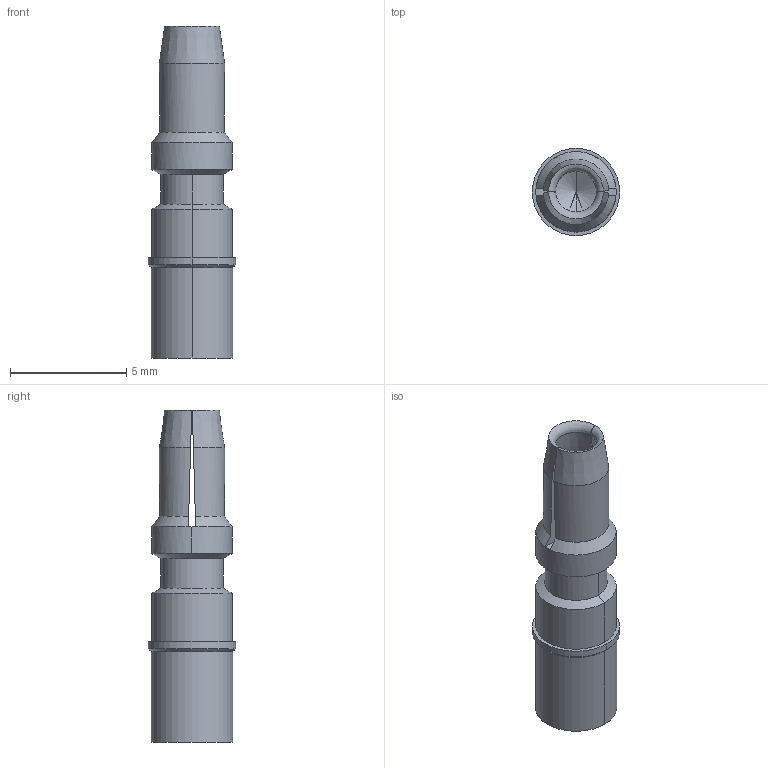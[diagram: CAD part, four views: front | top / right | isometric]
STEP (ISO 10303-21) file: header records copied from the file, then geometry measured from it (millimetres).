
FILE_DESCRIPTION((''),'2;1');
FILE_NAME('MR23-FC30G-2_5','2022-09-14T',('tc.chen'),(''),'PRO/ENGINEER BY PARAMETRIC TECHNOLOGY CORPORATION, 2012480','PRO/ENGINEER BY PARAMETRIC TECHNOLOGY CORPORATION, 2012480','');
FILE_SCHEMA(('AUTOMOTIVE_DESIGN { 1 0 10303 214 1 1 1 1 }'));
Length unit declared in the file: millimetre
Products named in the file (1): MR23-FC30G-2_5
Bounding box: 3.75 x 3.75 x 14.26 mm (x, y, z)
Volume: 91.8 mm3; surface area: 205.5 mm2
Topology: 1 solids, 1 shells, 38 faces, 94 edges, 57 vertices
Faces by surface type: cylinder 14, cone 14, plane 8, torus 2
Entity records: 1573 total; most frequent: CARTESIAN_POINT 299, DIRECTION 188, ORIENTED_EDGE 184, PRESENTATION_STYLE_ASSIGNMENT 93, STYLED_ITEM 93, CURVE_STYLE 92, EDGE_CURVE 92, AXIS2_PLACEMENT_3D 82
